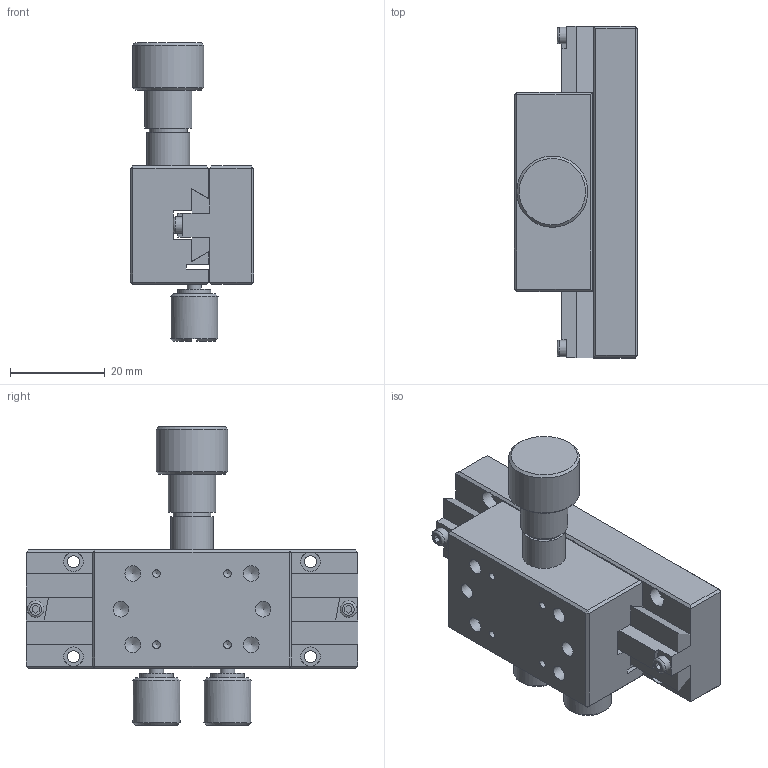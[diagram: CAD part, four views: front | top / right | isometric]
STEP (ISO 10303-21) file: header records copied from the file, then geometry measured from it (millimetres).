
FILE_DESCRIPTION (( 'STEP AP203' ), '1' );
FILE_NAME ('SLWX25-L70.STEP', '2023-07-18T07:10:50', ( 'PC' ), ( 'Microsoft' ), 'SwSTEP 2.0', 'SolidWorks 2015', '' );
FILE_SCHEMA (( 'CONFIG_CONTROL_DESIGN' ));
Length unit declared in the file: millimetre
Products named in the file (5): LWX25-L50-2; LWX25-L70-1; SLWX25-L70
Assembly tree (2 placements, depth 2):
  LWX25-L50-2
  SLWX25-L70
    LWX25-L70-1
    LWX25-L50-2
  LWX25-L70-1
Bounding box: 26 x 70 x 63 mm (x, y, z)
Volume: 38296.7 mm3; surface area: 15150 mm2
Topology: 2 solids, 2 shells, 170 faces, 397 edges, 245 vertices
Faces by surface type: plane 110, cylinder 34, cone 24, torus 2
Full cylindrical faces by diameter (mm): 1.6 x4, 2.5 x6, 3 x2, 3.3 x6, 3.5 x2, 4.1 x6, 7 x2, 8 x1, 9 x1, 10 x3, 15 x1
Entity records: 4761 total; most frequent: CARTESIAN_POINT 758, DIRECTION 746, ORIENTED_EDGE 636, EDGE_CURVE 318, AXIS2_PLACEMENT_3D 266, EDGE_LOOP 252, VERTEX_POINT 222, LINE 214
